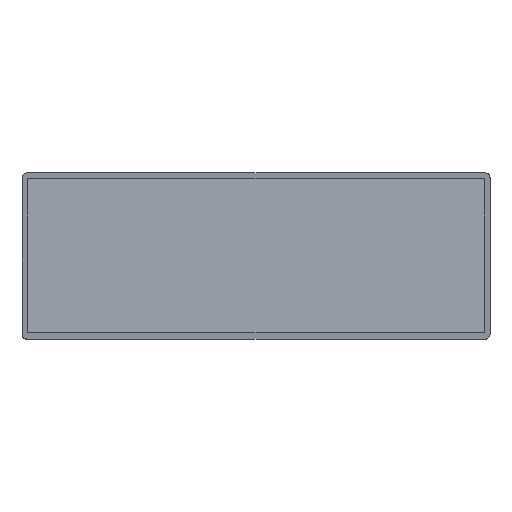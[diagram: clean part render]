
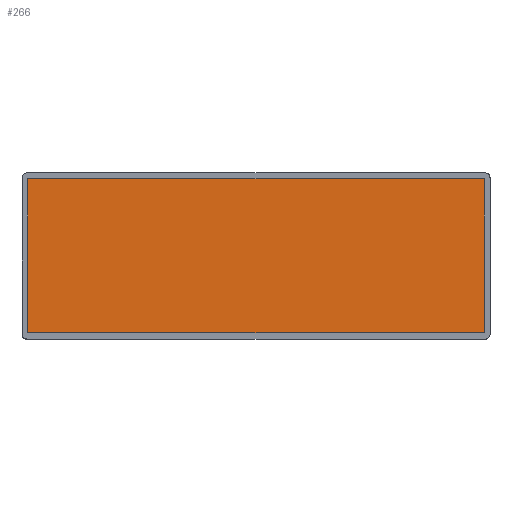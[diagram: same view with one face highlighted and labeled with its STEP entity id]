
A CAD part, top view. The second image highlights one B-rep face of the part: STEP entity #266.
In plain terms, the highlighted planar face has unit normal (0, 0, 1).
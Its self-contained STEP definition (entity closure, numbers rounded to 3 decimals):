
#20=PLANE('',#303);
#35=FACE_OUTER_BOUND('',#50,.T.);
#50=EDGE_LOOP('',(#218,#219,#220,#221));
#77=LINE('',#437,#105);
#78=LINE('',#439,#106);
#79=LINE('',#441,#107);
#80=LINE('',#442,#108);
#105=VECTOR('',#361,10.);
#106=VECTOR('',#362,10.);
#107=VECTOR('',#363,10.);
#108=VECTOR('',#364,10.);
#138=VERTEX_POINT('',#435);
#139=VERTEX_POINT('',#436);
#140=VERTEX_POINT('',#438);
#141=VERTEX_POINT('',#440);
#169=EDGE_CURVE('',#138,#139,#77,.T.);
#170=EDGE_CURVE('',#140,#138,#78,.T.);
#171=EDGE_CURVE('',#141,#140,#79,.T.);
#172=EDGE_CURVE('',#139,#141,#80,.T.);
#218=ORIENTED_EDGE('',*,*,#169,.F.);
#219=ORIENTED_EDGE('',*,*,#170,.F.);
#220=ORIENTED_EDGE('',*,*,#171,.F.);
#221=ORIENTED_EDGE('',*,*,#172,.F.);
#266=ADVANCED_FACE('',(#35),#20,.F.);
#303=AXIS2_PLACEMENT_3D('',#434,#359,#360);
#359=DIRECTION('center_axis',(0.,0.,
-1.));
#360=DIRECTION('ref_axis',(0.,1.,0.));
#361=DIRECTION('',(-1.,0.,0.));
#362=DIRECTION('',(0.,-1.,0.));
#363=DIRECTION('',(1.,0.,0.));
#364=DIRECTION('',(0.,1.,0.));
#434=CARTESIAN_POINT('Origin',(-118.771,-43.162,18.));
#435=CARTESIAN_POINT('',(167.204,-43.162,18.));
#436=CARTESIAN_POINT('',(-119.021,-43.162,18.));
#437=CARTESIAN_POINT('',(-47.34,-43.162,18.));
#438=CARTESIAN_POINT('',(167.204,53.434,18.));
#439=CARTESIAN_POINT('',(167.204,-19.013,18.));
#440=CARTESIAN_POINT('',(-119.021,53.434,18.));
#441=CARTESIAN_POINT('',(-47.34,53.434,18.));
#442=CARTESIAN_POINT('',(-119.021,-19.013,18.));
